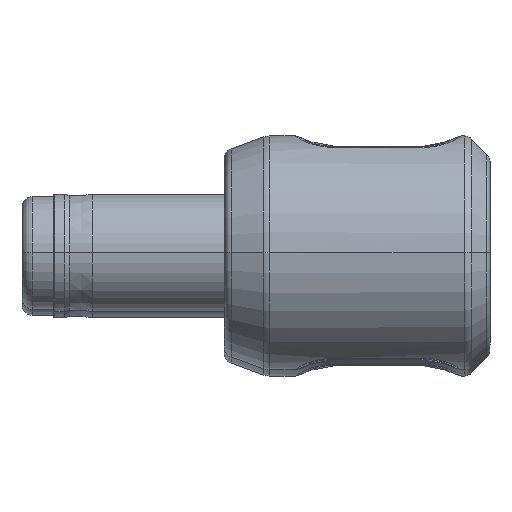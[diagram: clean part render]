
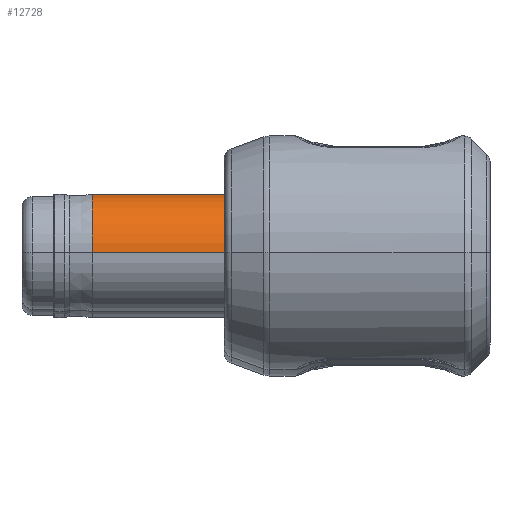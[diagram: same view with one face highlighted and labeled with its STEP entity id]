
A CAD part, top view. The second image highlights one B-rep face of the part: STEP entity #12728.
In plain terms, the highlighted cylindrical face has radius 2.755 mm (diameter 5.51 mm), a partial arc.
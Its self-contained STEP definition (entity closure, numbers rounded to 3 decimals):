
#99 = EDGE_CURVE ( 'NONE', #10490, #13811, #14837, .T. ) ;
#1907 = LINE ( 'NONE', #19543, #13442 ) ;
#2253 = CARTESIAN_POINT ( 'NONE',  ( 14.5, 0., 2.755 ) ) ;
#3918 = CIRCLE ( 'NONE', #15663, 2.755 ) ;
#3937 = VERTEX_POINT ( 'NONE', #15922 ) ;
#4039 = ORIENTED_EDGE ( 'NONE', *, *, #12917, .F. ) ;
#4174 = DIRECTION ( 'NONE',  ( 0., 0., 1. ) ) ;
#5157 = CARTESIAN_POINT ( 'NONE',  ( 2.8, 0., 0. ) ) ;
#5594 = DIRECTION ( 'NONE',  ( 0., 0., 1. ) ) ;
#5933 = EDGE_CURVE ( 'NONE', #3937, #18042, #3918, .T. ) ;
#6507 = ORIENTED_EDGE ( 'NONE', *, *, #17577, .T. ) ;
#6774 = DIRECTION ( 'NONE',  ( -1., 0., 0. ) ) ;
#7218 = CARTESIAN_POINT ( 'NONE',  ( 14.5, 0., 0. ) ) ;
#7313 = DIRECTION ( 'NONE',  ( -1., 0., 0. ) ) ;
#7383 = AXIS2_PLACEMENT_3D ( 'NONE', #7218, #18540, #4174 ) ;
#7626 = CARTESIAN_POINT ( 'NONE',  ( 2.8, 0., 2.755 ) ) ;
#10490 = VERTEX_POINT ( 'NONE', #7626 ) ;
#11972 = ORIENTED_EDGE ( 'NONE', *, *, #99, .F. ) ;
#12148 = CYLINDRICAL_SURFACE ( 'NONE', #7383, 2.755 ) ;
#12251 = FACE_OUTER_BOUND ( 'NONE', #19787, .T. ) ;
#12728 = ADVANCED_FACE ( 'NONE', ( #12251 ), #12148, .T. ) ;
#12917 = EDGE_CURVE ( 'NONE', #3937, #10490, #20302, .T. ) ;
#13442 = VECTOR ( 'NONE', #6774, 1000. ) ;
#13811 = VERTEX_POINT ( 'NONE', #15323 ) ;
#14837 = CIRCLE ( 'NONE', #16211, 2.755 ) ;
#15323 = CARTESIAN_POINT ( 'NONE',  ( 2.8, 0., -2.755 ) ) ;
#15663 = AXIS2_PLACEMENT_3D ( 'NONE', #20163, #20264, #5594 ) ;
#15922 = CARTESIAN_POINT ( 'NONE',  ( 13.9, 0., 2.755 ) ) ;
#16211 = AXIS2_PLACEMENT_3D ( 'NONE', #5157, #16254, #17932 ) ;
#16254 = DIRECTION ( 'NONE',  ( -1., 0., 0. ) ) ;
#17448 = VECTOR ( 'NONE', #7313, 1000. ) ;
#17577 = EDGE_CURVE ( 'NONE', #18042, #13811, #1907, .T. ) ;
#17932 = DIRECTION ( 'NONE',  ( 0., 0., 1. ) ) ;
#17951 = CARTESIAN_POINT ( 'NONE',  ( 13.9, 0., -2.755 ) ) ;
#18042 = VERTEX_POINT ( 'NONE', #17951 ) ;
#18540 = DIRECTION ( 'NONE',  ( -1., 0., 0. ) ) ;
#19543 = CARTESIAN_POINT ( 'NONE',  ( 14.5, 0., -2.755 ) ) ;
#19787 = EDGE_LOOP ( 'NONE', ( #20003, #6507, #11972, #4039 ) ) ;
#20003 = ORIENTED_EDGE ( 'NONE', *, *, #5933, .T. ) ;
#20163 = CARTESIAN_POINT ( 'NONE',  ( 13.9, 0., 0. ) ) ;
#20264 = DIRECTION ( 'NONE',  ( -1., 0., 0. ) ) ;
#20302 = LINE ( 'NONE', #2253, #17448 ) ;
